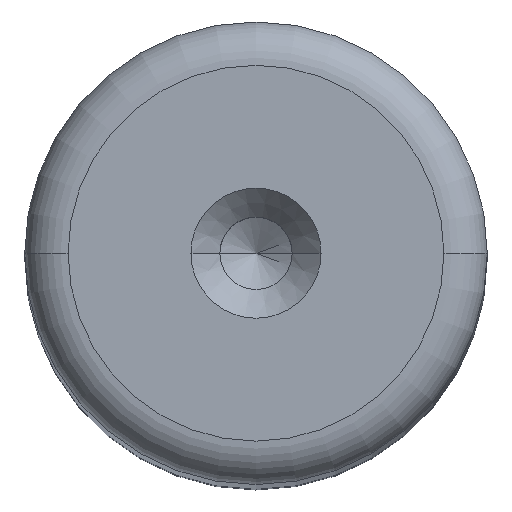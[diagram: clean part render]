
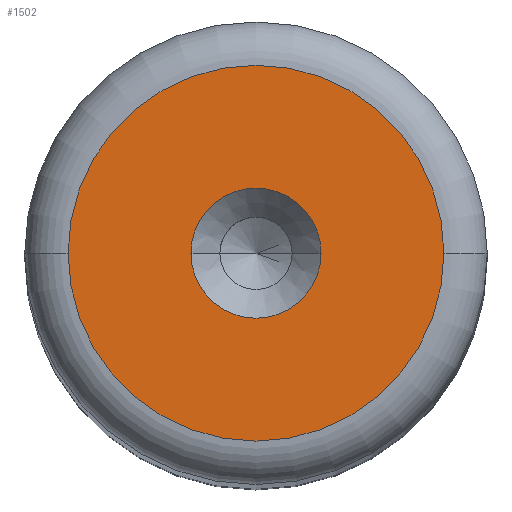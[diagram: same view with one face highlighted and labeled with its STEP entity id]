
A CAD part, top view. The second image highlights one B-rep face of the part: STEP entity #1502.
In plain terms, the highlighted planar face has unit normal (0, 0, 1).
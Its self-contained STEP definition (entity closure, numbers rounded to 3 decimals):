
#17 = CARTESIAN_POINT ( 'NONE',  ( 0., 0., 110. ) ) ;
#91 = AXIS2_PLACEMENT_3D ( 'NONE', #1169, #444, #1292 ) ;
#133 = DIRECTION ( 'NONE',  ( 0., 0., 1. ) ) ;
#308 = AXIS2_PLACEMENT_3D ( 'NONE', #17, #621, #1121 ) ;
#340 = EDGE_LOOP ( 'NONE', ( #479, #793 ) ) ;
#371 = CARTESIAN_POINT ( 'NONE',  ( 0., 0., 110. ) ) ;
#379 = VERTEX_POINT ( 'NONE', #629 ) ;
#401 = EDGE_CURVE ( 'NONE', #471, #1405, #1183, .T. ) ;
#407 = CARTESIAN_POINT ( 'NONE',  ( 0., 0., 110. ) ) ;
#444 = DIRECTION ( 'NONE',  ( 0., 0., 1. ) ) ;
#471 = VERTEX_POINT ( 'NONE', #653 ) ;
#479 = ORIENTED_EDGE ( 'NONE', *, *, #1493, .F. ) ;
#502 = DIRECTION ( 'NONE',  ( 1., 0., 0. ) ) ;
#506 = CARTESIAN_POINT ( 'NONE',  ( -2.25, 0., 110. ) ) ;
#526 = DIRECTION ( 'NONE',  ( 1., 0., 0. ) ) ;
#533 = FACE_BOUND ( 'NONE', #340, .T. ) ;
#621 = DIRECTION ( 'NONE',  ( 0., 0., 1. ) ) ;
#629 = CARTESIAN_POINT ( 'NONE',  ( 2.25, 0., 110. ) ) ;
#644 = CIRCLE ( 'NONE', #1233, 2.25 ) ;
#648 = ORIENTED_EDGE ( 'NONE', *, *, #401, .T. ) ;
#649 = EDGE_LOOP ( 'NONE', ( #673, #648 ) ) ;
#653 = CARTESIAN_POINT ( 'NONE',  ( -6.5, 0., 110. ) ) ;
#673 = ORIENTED_EDGE ( 'NONE', *, *, #1323, .T. ) ;
#689 = CIRCLE ( 'NONE', #834, 2.25 ) ;
#793 = ORIENTED_EDGE ( 'NONE', *, *, #1446, .F. ) ;
#821 = AXIS2_PLACEMENT_3D ( 'NONE', #407, #1257, #526 ) ;
#824 = FACE_OUTER_BOUND ( 'NONE', #649, .T. ) ;
#827 = VERTEX_POINT ( 'NONE', #506 ) ;
#834 = AXIS2_PLACEMENT_3D ( 'NONE', #371, #1227, #502 ) ;
#862 = CARTESIAN_POINT ( 'NONE',  ( 0., 0., 110. ) ) ;
#984 = DIRECTION ( 'NONE',  ( 1., 0., 0. ) ) ;
#990 = PLANE ( 'NONE',  #308 ) ;
#1064 = CARTESIAN_POINT ( 'NONE',  ( 6.5, 0., 110. ) ) ;
#1121 = DIRECTION ( 'NONE',  ( 1., 0., 0. ) ) ;
#1169 = CARTESIAN_POINT ( 'NONE',  ( 0., 0., 110. ) ) ;
#1183 = CIRCLE ( 'NONE', #821, 6.5 ) ;
#1227 = DIRECTION ( 'NONE',  ( 0., 0., 1. ) ) ;
#1233 = AXIS2_PLACEMENT_3D ( 'NONE', #862, #133, #984 ) ;
#1257 = DIRECTION ( 'NONE',  ( 0., 0., 1. ) ) ;
#1292 = DIRECTION ( 'NONE',  ( 1., 0., 0. ) ) ;
#1323 = EDGE_CURVE ( 'NONE', #1405, #471, #1445, .T. ) ;
#1405 = VERTEX_POINT ( 'NONE', #1064 ) ;
#1445 = CIRCLE ( 'NONE', #91, 6.5 ) ;
#1446 = EDGE_CURVE ( 'NONE', #827, #379, #689, .T. ) ;
#1493 = EDGE_CURVE ( 'NONE', #379, #827, #644, .T. ) ;
#1502 = ADVANCED_FACE ( 'NONE', ( #533, #824 ), #990, .T. ) ;
